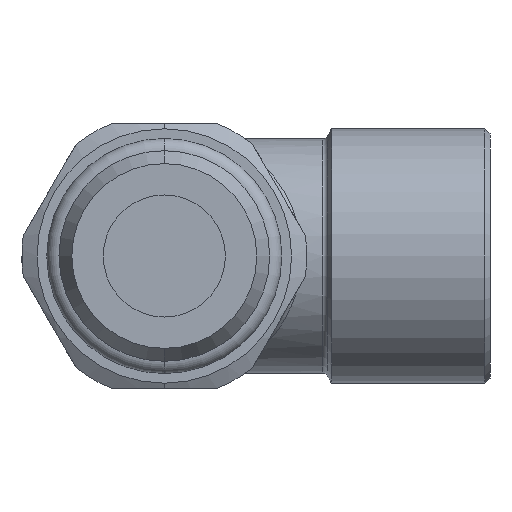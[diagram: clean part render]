
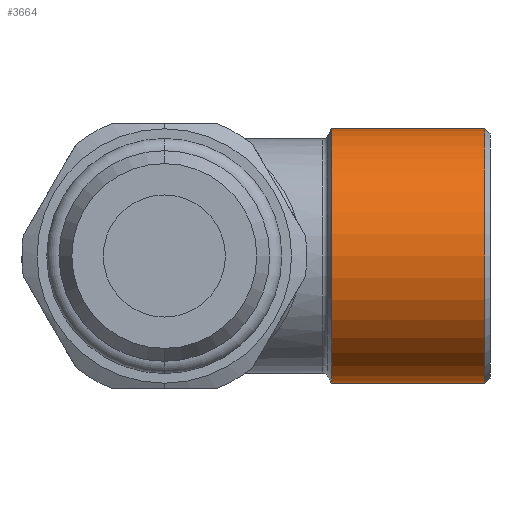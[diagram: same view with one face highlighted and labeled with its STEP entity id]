
A CAD part, front view. The second image highlights one B-rep face of the part: STEP entity #3664.
In plain terms, the highlighted cylindrical face has radius 12.5 mm (diameter 25 mm), a partial arc.
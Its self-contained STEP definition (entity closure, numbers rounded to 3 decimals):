
#1533 = LINE ( 'NONE', #1662, #1661 ) ;
#1534 = CARTESIAN_POINT ( 'NONE',  ( 16.433, 34., 12.5 ) ) ;
#1660 = DIRECTION ( 'NONE',  ( -1., 0., 0. ) ) ;
#1661 = VECTOR ( 'NONE', #1660, 1000. ) ;
#1662 = CARTESIAN_POINT ( 'NONE',  ( -1.384, 34., 12.5 ) ) ;
#2110 = CARTESIAN_POINT ( 'NONE',  ( 16.433, 34., -12.5 ) ) ;
#2111 = DIRECTION ( 'NONE',  ( -1., 0., 0. ) ) ;
#2112 = VECTOR ( 'NONE', #2111, 1000. ) ;
#2113 = CARTESIAN_POINT ( 'NONE',  ( -1.384, 34., -12.5 ) ) ;
#2114 = LINE ( 'NONE', #2113, #2112 ) ;
#2327 = CARTESIAN_POINT ( 'NONE',  ( 31.5, 34., 12.5 ) ) ;
#2333 = CARTESIAN_POINT ( 'NONE',  ( 31.5, 34., -12.5 ) ) ;
#2618 = DIRECTION ( 'NONE',  ( 0., 0., -1. ) ) ;
#2619 = DIRECTION ( 'NONE',  ( 1., 0., 0. ) ) ;
#2620 = AXIS2_PLACEMENT_3D ( 'NONE', #2673, #2619, #2618 ) ;
#2673 = CARTESIAN_POINT ( 'NONE',  ( 16.433, 34., 0. ) ) ;
#2674 = CIRCLE ( 'NONE', #2620, 12.5 ) ;
#3230 = VERTEX_POINT ( 'NONE', #1534 ) ;
#3232 = EDGE_CURVE ( 'NONE', #3260, #3230, #1533, .T. ) ;
#3257 = VERTEX_POINT ( 'NONE', #2333 ) ;
#3260 = VERTEX_POINT ( 'NONE', #2327 ) ;
#3313 = EDGE_CURVE ( 'NONE', #3257, #3314, #2114, .T. ) ;
#3314 = VERTEX_POINT ( 'NONE', #2110 ) ;
#3436 = EDGE_LOOP ( 'NONE', ( #3544, #3545, #3547, #3548 ) ) ;
#3488 = EDGE_CURVE ( 'NONE', #3230, #3314, #2674, .T. ) ;
#3544 = ORIENTED_EDGE ( 'NONE', *, *, #3313, .F. ) ;
#3545 = ORIENTED_EDGE ( 'NONE', *, *, #3546, .T. ) ;
#3546 = EDGE_CURVE ( 'NONE', #3257, #3260, #4551, .T. ) ;
#3547 = ORIENTED_EDGE ( 'NONE', *, *, #3232, .T. ) ;
#3548 = ORIENTED_EDGE ( 'NONE', *, *, #3488, .T. ) ;
#3664 = ADVANCED_FACE ( 'NONE', ( #4387 ), #4383, .T. ) ;
#4378 = DIRECTION ( 'NONE',  ( 0., 0., 1. ) ) ;
#4379 = DIRECTION ( 'NONE',  ( -1., 0., 0. ) ) ;
#4380 = AXIS2_PLACEMENT_3D ( 'NONE', #4382, #4379, #4378 ) ;
#4382 = CARTESIAN_POINT ( 'NONE',  ( -1.384, 34., 0. ) ) ;
#4383 = CYLINDRICAL_SURFACE ( 'NONE', #4380, 12.5 ) ;
#4387 = FACE_OUTER_BOUND ( 'NONE', #3436, .T. ) ;
#4549 = CARTESIAN_POINT ( 'NONE',  ( 31.5, 34., 0. ) ) ;
#4550 = AXIS2_PLACEMENT_3D ( 'NONE', #4549, #4582, #4581 ) ;
#4551 = CIRCLE ( 'NONE', #4550, 12.5 ) ;
#4581 = DIRECTION ( 'NONE',  ( 0., 0., 1. ) ) ;
#4582 = DIRECTION ( 'NONE',  ( -1., 0., 0. ) ) ;
